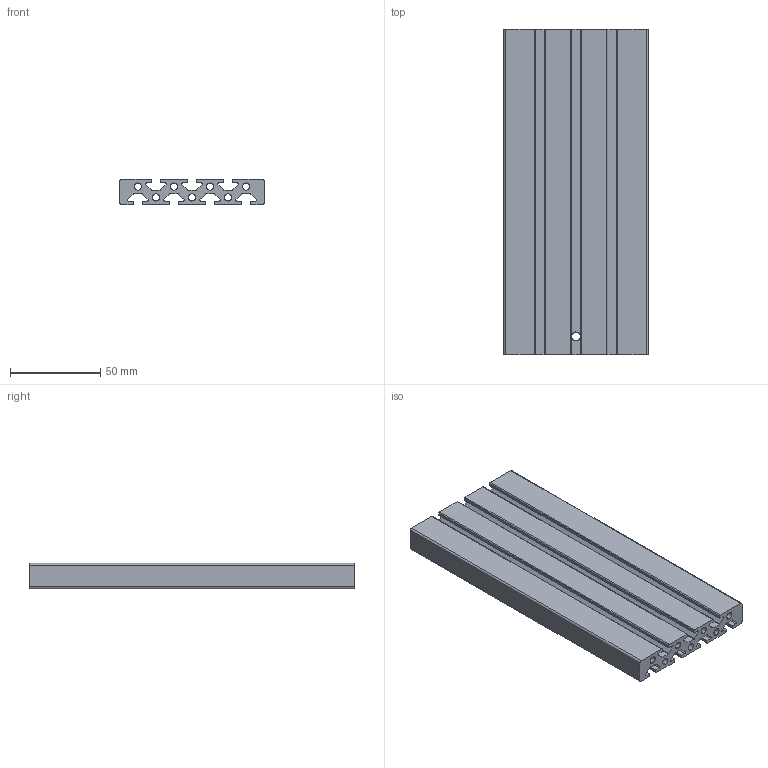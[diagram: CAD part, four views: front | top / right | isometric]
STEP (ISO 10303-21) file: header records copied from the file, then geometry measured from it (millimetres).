
FILE_DESCRIPTION (( 'STEP AP203' ), '1' );
FILE_NAME ('8cmX18cm Plate_Default_sldprt.STEP', '2023-10-19T05:33:47', ( '' ), ( '' ), 'SwSTEP 2.0', 'SolidWorks 2023', '' );
FILE_SCHEMA (( 'CONFIG_CONTROL_DESIGN' ));
Length unit declared in the file: millimetre
Products named in the file (1): 8cmX18cm Plate_Default_sldprt
Bounding box: 80 x 180 x 14 mm (x, y, z)
Volume: 127259.9 mm3; surface area: 76476.6 mm2
Topology: 1 solids, 1 shells, 139 faces, 432 edges, 288 vertices
Faces by surface type: cylinder 74, plane 65
Entity records: 5311 total; most frequent: CARTESIAN_POINT 1256, ORIENTED_EDGE 864, DIRECTION 824, EDGE_CURVE 432, VERTEX_POINT 288, AXIS2_PLACEMENT_3D 280, VECTOR 264, LINE 264
